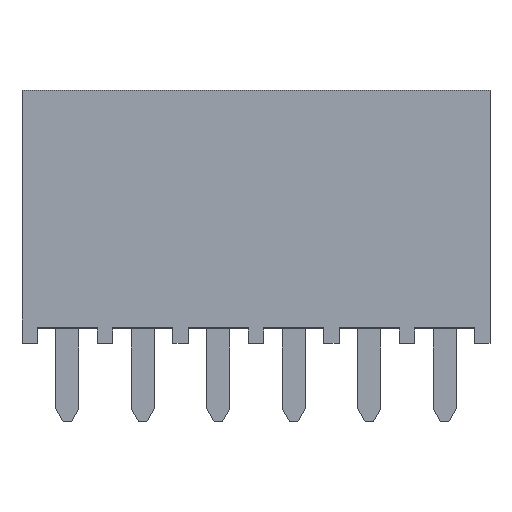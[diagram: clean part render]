
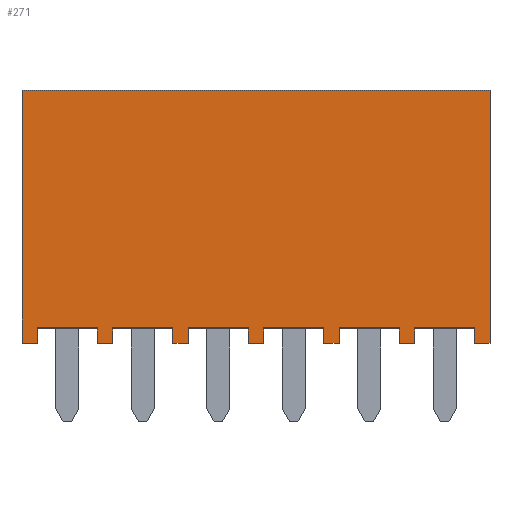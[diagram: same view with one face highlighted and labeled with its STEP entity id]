
A CAD part, top view. The second image highlights one B-rep face of the part: STEP entity #271.
In plain terms, the highlighted planar face has unit normal (0, 0, 1).
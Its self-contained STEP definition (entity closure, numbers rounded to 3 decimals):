
#271 = ADVANCED_FACE('',(#272),#498,.F.);
#272 = FACE_BOUND('',#273,.T.);
#273 = EDGE_LOOP('',(#274,#284,#292,#300,#308,#316,#324,#332,#340,#348,
    #356,#364,#372,#380,#388,#396,#404,#412,#420,#428,#436,#444,#452,
    #460,#468,#476,#484,#492));
#274 = ORIENTED_EDGE('',*,*,#275,.F.);
#275 = EDGE_CURVE('',#276,#278,#280,.T.);
#276 = VERTEX_POINT('',#277);
#277 = CARTESIAN_POINT('',(7.366,0.,2.477));
#278 = VERTEX_POINT('',#279);
#279 = CARTESIAN_POINT('',(7.366,0.508,2.477));
#280 = LINE('',#281,#282);
#281 = CARTESIAN_POINT('',(7.366,8.509,2.477));
#282 = VECTOR('',#283,1.);
#283 = DIRECTION('',(0.,1.,0.));
#284 = ORIENTED_EDGE('',*,*,#285,.T.);
#285 = EDGE_CURVE('',#276,#286,#288,.T.);
#286 = VERTEX_POINT('',#287);
#287 = CARTESIAN_POINT('',(7.874,0.,2.477));
#288 = LINE('',#289,#290);
#289 = CARTESIAN_POINT('',(-7.874,0.,2.477));
#290 = VECTOR('',#291,1.);
#291 = DIRECTION('',(1.,0.,0.));
#292 = ORIENTED_EDGE('',*,*,#293,.F.);
#293 = EDGE_CURVE('',#294,#286,#296,.T.);
#294 = VERTEX_POINT('',#295);
#295 = CARTESIAN_POINT('',(7.874,8.509,2.477));
#296 = LINE('',#297,#298);
#297 = CARTESIAN_POINT('',(7.874,8.509,2.477));
#298 = VECTOR('',#299,1.);
#299 = DIRECTION('',(0.,-1.,0.));
#300 = ORIENTED_EDGE('',*,*,#301,.F.);
#301 = EDGE_CURVE('',#302,#294,#304,.T.);
#302 = VERTEX_POINT('',#303);
#303 = CARTESIAN_POINT('',(-7.874,8.509,2.477));
#304 = LINE('',#305,#306);
#305 = CARTESIAN_POINT('',(-7.874,8.509,2.477));
#306 = VECTOR('',#307,1.);
#307 = DIRECTION('',(1.,0.,0.));
#308 = ORIENTED_EDGE('',*,*,#309,.T.);
#309 = EDGE_CURVE('',#302,#310,#312,.T.);
#310 = VERTEX_POINT('',#311);
#311 = CARTESIAN_POINT('',(-7.874,0.,2.477));
#312 = LINE('',#313,#314);
#313 = CARTESIAN_POINT('',(-7.874,8.509,2.477));
#314 = VECTOR('',#315,1.);
#315 = DIRECTION('',(0.,-1.,0.));
#316 = ORIENTED_EDGE('',*,*,#317,.T.);
#317 = EDGE_CURVE('',#310,#318,#320,.T.);
#318 = VERTEX_POINT('',#319);
#319 = CARTESIAN_POINT('',(-7.366,0.,2.477));
#320 = LINE('',#321,#322);
#321 = CARTESIAN_POINT('',(-7.874,0.,2.477));
#322 = VECTOR('',#323,1.);
#323 = DIRECTION('',(1.,0.,0.));
#324 = ORIENTED_EDGE('',*,*,#325,.F.);
#325 = EDGE_CURVE('',#326,#318,#328,.T.);
#326 = VERTEX_POINT('',#327);
#327 = CARTESIAN_POINT('',(-7.366,0.508,2.477));
#328 = LINE('',#329,#330);
#329 = CARTESIAN_POINT('',(-7.366,8.509,2.477));
#330 = VECTOR('',#331,1.);
#331 = DIRECTION('',(0.,-1.,0.));
#332 = ORIENTED_EDGE('',*,*,#333,.F.);
#333 = EDGE_CURVE('',#334,#326,#336,.T.);
#334 = VERTEX_POINT('',#335);
#335 = CARTESIAN_POINT('',(-5.334,0.508,2.477));
#336 = LINE('',#337,#338);
#337 = CARTESIAN_POINT('',(-7.874,0.508,2.477));
#338 = VECTOR('',#339,1.);
#339 = DIRECTION('',(-1.,0.,0.));
#340 = ORIENTED_EDGE('',*,*,#341,.F.);
#341 = EDGE_CURVE('',#342,#334,#344,.T.);
#342 = VERTEX_POINT('',#343);
#343 = CARTESIAN_POINT('',(-5.334,0.,2.477));
#344 = LINE('',#345,#346);
#345 = CARTESIAN_POINT('',(-5.334,8.509,2.477));
#346 = VECTOR('',#347,1.);
#347 = DIRECTION('',(0.,1.,0.));
#348 = ORIENTED_EDGE('',*,*,#349,.T.);
#349 = EDGE_CURVE('',#342,#350,#352,.T.);
#350 = VERTEX_POINT('',#351);
#351 = CARTESIAN_POINT('',(-4.826,0.,2.477));
#352 = LINE('',#353,#354);
#353 = CARTESIAN_POINT('',(-7.874,0.,2.477));
#354 = VECTOR('',#355,1.);
#355 = DIRECTION('',(1.,0.,0.));
#356 = ORIENTED_EDGE('',*,*,#357,.F.);
#357 = EDGE_CURVE('',#358,#350,#360,.T.);
#358 = VERTEX_POINT('',#359);
#359 = CARTESIAN_POINT('',(-4.826,0.508,2.477));
#360 = LINE('',#361,#362);
#361 = CARTESIAN_POINT('',(-4.826,8.509,2.477));
#362 = VECTOR('',#363,1.);
#363 = DIRECTION('',(0.,-1.,0.));
#364 = ORIENTED_EDGE('',*,*,#365,.F.);
#365 = EDGE_CURVE('',#366,#358,#368,.T.);
#366 = VERTEX_POINT('',#367);
#367 = CARTESIAN_POINT('',(-2.794,0.508,2.477));
#368 = LINE('',#369,#370);
#369 = CARTESIAN_POINT('',(-7.874,0.508,2.477));
#370 = VECTOR('',#371,1.);
#371 = DIRECTION('',(-1.,0.,0.));
#372 = ORIENTED_EDGE('',*,*,#373,.F.);
#373 = EDGE_CURVE('',#374,#366,#376,.T.);
#374 = VERTEX_POINT('',#375);
#375 = CARTESIAN_POINT('',(-2.794,0.,2.477));
#376 = LINE('',#377,#378);
#377 = CARTESIAN_POINT('',(-2.794,8.509,2.477));
#378 = VECTOR('',#379,1.);
#379 = DIRECTION('',(0.,1.,0.));
#380 = ORIENTED_EDGE('',*,*,#381,.T.);
#381 = EDGE_CURVE('',#374,#382,#384,.T.);
#382 = VERTEX_POINT('',#383);
#383 = CARTESIAN_POINT('',(-2.286,0.,2.477));
#384 = LINE('',#385,#386);
#385 = CARTESIAN_POINT('',(-7.874,0.,2.477));
#386 = VECTOR('',#387,1.);
#387 = DIRECTION('',(1.,0.,0.));
#388 = ORIENTED_EDGE('',*,*,#389,.F.);
#389 = EDGE_CURVE('',#390,#382,#392,.T.);
#390 = VERTEX_POINT('',#391);
#391 = CARTESIAN_POINT('',(-2.286,0.508,2.477));
#392 = LINE('',#393,#394);
#393 = CARTESIAN_POINT('',(-2.286,8.509,2.477));
#394 = VECTOR('',#395,1.);
#395 = DIRECTION('',(0.,-1.,0.));
#396 = ORIENTED_EDGE('',*,*,#397,.F.);
#397 = EDGE_CURVE('',#398,#390,#400,.T.);
#398 = VERTEX_POINT('',#399);
#399 = CARTESIAN_POINT('',(-0.254,0.508,2.477));
#400 = LINE('',#401,#402);
#401 = CARTESIAN_POINT('',(-7.874,0.508,2.477));
#402 = VECTOR('',#403,1.);
#403 = DIRECTION('',(-1.,0.,0.));
#404 = ORIENTED_EDGE('',*,*,#405,.F.);
#405 = EDGE_CURVE('',#406,#398,#408,.T.);
#406 = VERTEX_POINT('',#407);
#407 = CARTESIAN_POINT('',(-0.254,0.,2.477));
#408 = LINE('',#409,#410);
#409 = CARTESIAN_POINT('',(-0.254,8.509,2.477));
#410 = VECTOR('',#411,1.);
#411 = DIRECTION('',(0.,1.,0.));
#412 = ORIENTED_EDGE('',*,*,#413,.T.);
#413 = EDGE_CURVE('',#406,#414,#416,.T.);
#414 = VERTEX_POINT('',#415);
#415 = CARTESIAN_POINT('',(0.254,0.,2.477));
#416 = LINE('',#417,#418);
#417 = CARTESIAN_POINT('',(-7.874,0.,2.477));
#418 = VECTOR('',#419,1.);
#419 = DIRECTION('',(1.,0.,0.));
#420 = ORIENTED_EDGE('',*,*,#421,.F.);
#421 = EDGE_CURVE('',#422,#414,#424,.T.);
#422 = VERTEX_POINT('',#423);
#423 = CARTESIAN_POINT('',(0.254,0.508,2.477));
#424 = LINE('',#425,#426);
#425 = CARTESIAN_POINT('',(0.254,8.509,2.477));
#426 = VECTOR('',#427,1.);
#427 = DIRECTION('',(0.,-1.,0.));
#428 = ORIENTED_EDGE('',*,*,#429,.F.);
#429 = EDGE_CURVE('',#430,#422,#432,.T.);
#430 = VERTEX_POINT('',#431);
#431 = CARTESIAN_POINT('',(2.286,0.508,2.477));
#432 = LINE('',#433,#434);
#433 = CARTESIAN_POINT('',(-7.874,0.508,2.477));
#434 = VECTOR('',#435,1.);
#435 = DIRECTION('',(-1.,0.,0.));
#436 = ORIENTED_EDGE('',*,*,#437,.F.);
#437 = EDGE_CURVE('',#438,#430,#440,.T.);
#438 = VERTEX_POINT('',#439);
#439 = CARTESIAN_POINT('',(2.286,0.,2.477));
#440 = LINE('',#441,#442);
#441 = CARTESIAN_POINT('',(2.286,8.509,2.477));
#442 = VECTOR('',#443,1.);
#443 = DIRECTION('',(0.,1.,0.));
#444 = ORIENTED_EDGE('',*,*,#445,.T.);
#445 = EDGE_CURVE('',#438,#446,#448,.T.);
#446 = VERTEX_POINT('',#447);
#447 = CARTESIAN_POINT('',(2.794,0.,2.477));
#448 = LINE('',#449,#450);
#449 = CARTESIAN_POINT('',(-7.874,0.,2.477));
#450 = VECTOR('',#451,1.);
#451 = DIRECTION('',(1.,0.,0.));
#452 = ORIENTED_EDGE('',*,*,#453,.F.);
#453 = EDGE_CURVE('',#454,#446,#456,.T.);
#454 = VERTEX_POINT('',#455);
#455 = CARTESIAN_POINT('',(2.794,0.508,2.477));
#456 = LINE('',#457,#458);
#457 = CARTESIAN_POINT('',(2.794,8.509,2.477));
#458 = VECTOR('',#459,1.);
#459 = DIRECTION('',(0.,-1.,0.));
#460 = ORIENTED_EDGE('',*,*,#461,.F.);
#461 = EDGE_CURVE('',#462,#454,#464,.T.);
#462 = VERTEX_POINT('',#463);
#463 = CARTESIAN_POINT('',(4.826,0.508,2.477));
#464 = LINE('',#465,#466);
#465 = CARTESIAN_POINT('',(-7.874,0.508,2.477));
#466 = VECTOR('',#467,1.);
#467 = DIRECTION('',(-1.,0.,0.));
#468 = ORIENTED_EDGE('',*,*,#469,.F.);
#469 = EDGE_CURVE('',#470,#462,#472,.T.);
#470 = VERTEX_POINT('',#471);
#471 = CARTESIAN_POINT('',(4.826,0.,2.477));
#472 = LINE('',#473,#474);
#473 = CARTESIAN_POINT('',(4.826,8.509,2.477));
#474 = VECTOR('',#475,1.);
#475 = DIRECTION('',(0.,1.,0.));
#476 = ORIENTED_EDGE('',*,*,#477,.T.);
#477 = EDGE_CURVE('',#470,#478,#480,.T.);
#478 = VERTEX_POINT('',#479);
#479 = CARTESIAN_POINT('',(5.334,0.,2.477));
#480 = LINE('',#481,#482);
#481 = CARTESIAN_POINT('',(-7.874,0.,2.477));
#482 = VECTOR('',#483,1.);
#483 = DIRECTION('',(1.,0.,0.));
#484 = ORIENTED_EDGE('',*,*,#485,.F.);
#485 = EDGE_CURVE('',#486,#478,#488,.T.);
#486 = VERTEX_POINT('',#487);
#487 = CARTESIAN_POINT('',(5.334,0.508,2.477));
#488 = LINE('',#489,#490);
#489 = CARTESIAN_POINT('',(5.334,8.509,2.477));
#490 = VECTOR('',#491,1.);
#491 = DIRECTION('',(0.,-1.,0.));
#492 = ORIENTED_EDGE('',*,*,#493,.F.);
#493 = EDGE_CURVE('',#278,#486,#494,.T.);
#494 = LINE('',#495,#496);
#495 = CARTESIAN_POINT('',(-7.874,0.508,2.477));
#496 = VECTOR('',#497,1.);
#497 = DIRECTION('',(-1.,0.,0.));
#498 = PLANE('',#499);
#499 = AXIS2_PLACEMENT_3D('',#500,#501,#502);
#500 = CARTESIAN_POINT('',(-7.874,8.509,2.477));
#501 = DIRECTION('',(0.,0.,-1.));
#502 = DIRECTION('',(-1.,0.,0.));
